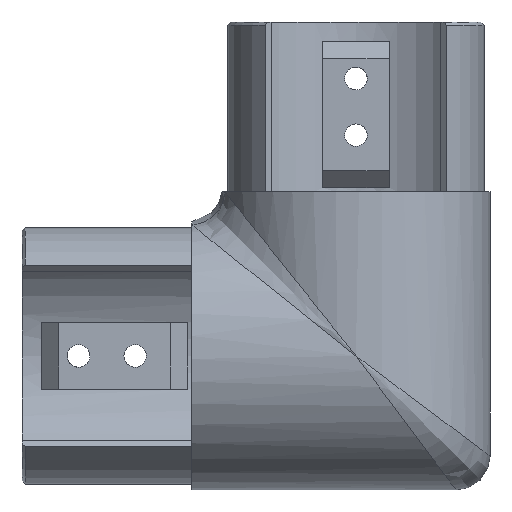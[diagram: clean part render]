
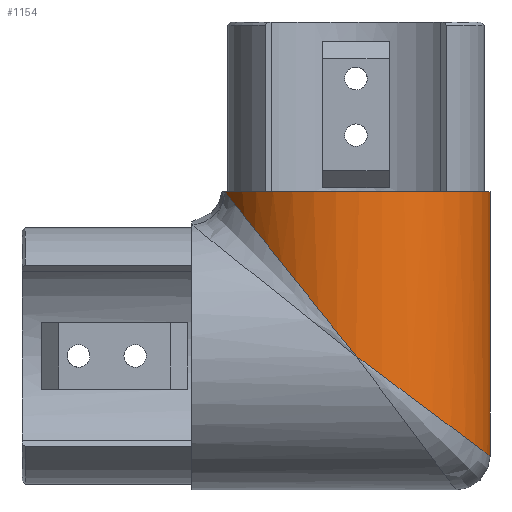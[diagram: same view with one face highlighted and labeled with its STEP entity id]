
A CAD part, front view. The second image highlights one B-rep face of the part: STEP entity #1154.
In plain terms, the highlighted cylindrical face has radius 23.7 mm (diameter 47.4 mm), a partial arc.
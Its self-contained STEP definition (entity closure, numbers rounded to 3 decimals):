
#16 = DIRECTION ( 'NONE',  ( 1., 0., 0. ) ) ;
#43 = CARTESIAN_POINT ( 'NONE',  ( 0., 0., 29. ) ) ;
#122 = CARTESIAN_POINT ( 'NONE',  ( 23.7, 0., -17.7 ) ) ;
#146 = DIRECTION ( 'NONE',  ( 0., 0., 1. ) ) ;
#152 = CARTESIAN_POINT ( 'NONE',  ( -23.141, -5.115, 29. ) ) ;
#241 = VERTEX_POINT ( 'NONE', #1057 ) ;
#252 = EDGE_CURVE ( 'NONE', #2148, #241, #1973, .T. ) ;
#295 = VECTOR ( 'NONE', #146, 1000. ) ;
#319 = CARTESIAN_POINT ( 'NONE',  ( 23.7, 0., -51.2 ) ) ;
#439 = FACE_OUTER_BOUND ( 'NONE', #1784, .T. ) ;
#458 =( BOUNDED_CURVE ( )  B_SPLINE_CURVE ( 3, ( #152, #1560, #554, #1382 ),
 .UNSPECIFIED., .F., .T. ) 
 B_SPLINE_CURVE_WITH_KNOTS ( ( 4, 4 ),
 ( 0.218, 1.571 ),
 .UNSPECIFIED. ) 
 CURVE ( )  GEOMETRIC_REPRESENTATION_ITEM ( )  RATIONAL_B_SPLINE_CURVE ( ( 1., 0.853, 0.853, 1. ) ) 
 REPRESENTATION_ITEM ( '' )  );
#503 = LINE ( 'NONE', #319, #295 ) ;
#528 = CARTESIAN_POINT ( 'NONE',  ( -23.141, -5.115, 29. ) ) ;
#554 = CARTESIAN_POINT ( 'NONE',  ( -11.597, -23.7, 14.533 ) ) ;
#620 = ORIENTED_EDGE ( 'NONE', *, *, #1332, .T. ) ;
#621 = CARTESIAN_POINT ( 'NONE',  ( 0., 0., -51.2 ) ) ;
#697 = CARTESIAN_POINT ( 'NONE',  ( 0., -23.7, 0. ) ) ;
#956 = CARTESIAN_POINT ( 'NONE',  ( 23.7, -13.883, -17.7 ) ) ;
#1042 = CARTESIAN_POINT ( 'NONE',  ( 23.7, 0., -17.7 ) ) ;
#1057 = CARTESIAN_POINT ( 'NONE',  ( 23.7, 0., 29. ) ) ;
#1126 = EDGE_CURVE ( 'NONE', #1970, #2128, #1339, .T. ) ;
#1130 = DIRECTION ( 'NONE',  ( 0., 0., 1. ) ) ;
#1154 = ADVANCED_FACE ( 'NONE', ( #439 ), #1164, .T. ) ;
#1164 = CYLINDRICAL_SURFACE ( 'NONE', #1381, 23.7 ) ;
#1332 = EDGE_CURVE ( 'NONE', #2128, #241, #503, .T. ) ;
#1339 =( BOUNDED_CURVE ( )  B_SPLINE_CURVE ( 3, ( #1846, #1654, #956, #122 ),
 .UNSPECIFIED., .F., .T. ) 
 B_SPLINE_CURVE_WITH_KNOTS ( ( 4, 4 ),
 ( 1.571, 3.142 ),
 .UNSPECIFIED. ) 
 CURVE ( )  GEOMETRIC_REPRESENTATION_ITEM ( )  RATIONAL_B_SPLINE_CURVE ( ( 1., 0.805, 0.805, 1. ) ) 
 REPRESENTATION_ITEM ( '' )  );
#1381 = AXIS2_PLACEMENT_3D ( 'NONE', #621, #1130, #2189 ) ;
#1382 = CARTESIAN_POINT ( 'NONE',  ( 0., -23.7, 0. ) ) ;
#1534 = ORIENTED_EDGE ( 'NONE', *, *, #252, .F. ) ;
#1560 = CARTESIAN_POINT ( 'NONE',  ( -20.639, -16.439, 25.863 ) ) ;
#1580 = ORIENTED_EDGE ( 'NONE', *, *, #1126, .T. ) ;
#1654 = CARTESIAN_POINT ( 'NONE',  ( 13.883, -23.7, -10.368 ) ) ;
#1784 = EDGE_LOOP ( 'NONE', ( #1580, #620, #1534, #1819 ) ) ;
#1819 = ORIENTED_EDGE ( 'NONE', *, *, #2154, .T. ) ;
#1846 = CARTESIAN_POINT ( 'NONE',  ( 0., -23.7, 0. ) ) ;
#1970 = VERTEX_POINT ( 'NONE', #697 ) ;
#1973 = CIRCLE ( 'NONE', #2224, 23.7 ) ;
#2112 = DIRECTION ( 'NONE',  ( 0., 0., 1. ) ) ;
#2128 = VERTEX_POINT ( 'NONE', #1042 ) ;
#2148 = VERTEX_POINT ( 'NONE', #528 ) ;
#2154 = EDGE_CURVE ( 'NONE', #2148, #1970, #458, .T. ) ;
#2189 = DIRECTION ( 'NONE',  ( 1., 0., 0. ) ) ;
#2224 = AXIS2_PLACEMENT_3D ( 'NONE', #43, #2112, #16 ) ;
